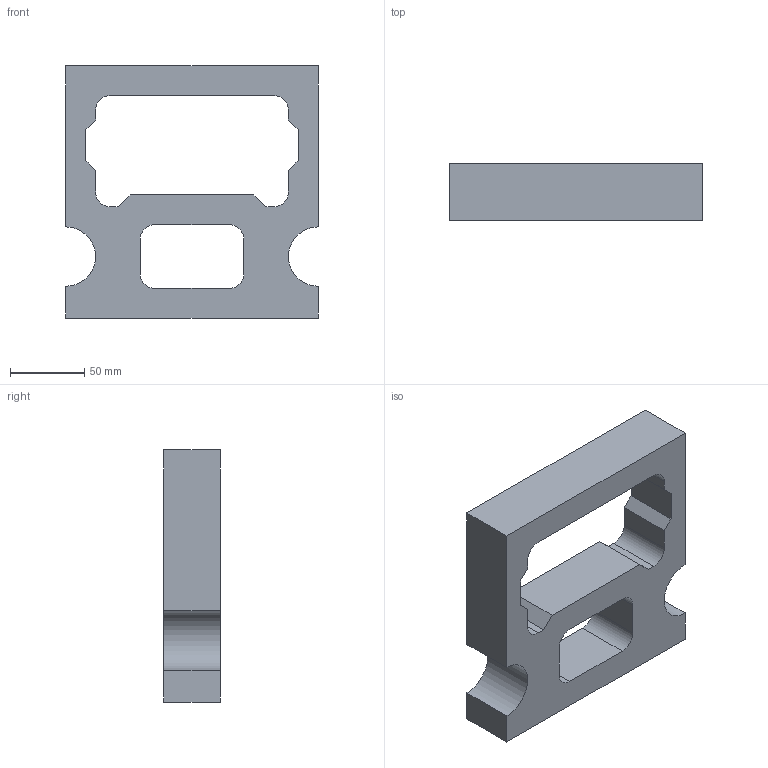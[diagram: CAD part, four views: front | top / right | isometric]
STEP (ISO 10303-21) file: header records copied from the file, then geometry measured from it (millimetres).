
FILE_DESCRIPTION(/* description */ (''),/* implementation_level */ '2;1');
FILE_NAME(/* name */ 'TinyNES_Foam_Top.step',/* time_stamp */ '2022-03-21T00:54:17-04:00',/* author */ (''),/* organization */ (''),/* preprocessor_version */ 'ST-DEVELOPER v18.1',/* originating_system */ 'Autodesk Translation Framework v10.13.0.1454',/* authorisation */ '');
FILE_SCHEMA (('AUTOMOTIVE_DESIGN { 1 0 10303 214 3 1 1 }'));
Length unit declared in the file: millimetre
Products named in the file (1): TinyNES_Foam_Top
Bounding box: 170 x 38.1 x 170 mm (x, y, z)
Volume: 587865.6 mm3; surface area: 82093.1 mm2
Topology: 1 solids, 1 shells, 38 faces, 108 edges, 72 vertices
Faces by surface type: plane 28, cylinder 10
Entity records: 1273 total; most frequent: CARTESIAN_POINT 219, ORIENTED_EDGE 216, DIRECTION 206, EDGE_CURVE 108, LINE 88, VECTOR 88, VERTEX_POINT 72, AXIS2_PLACEMENT_3D 59
